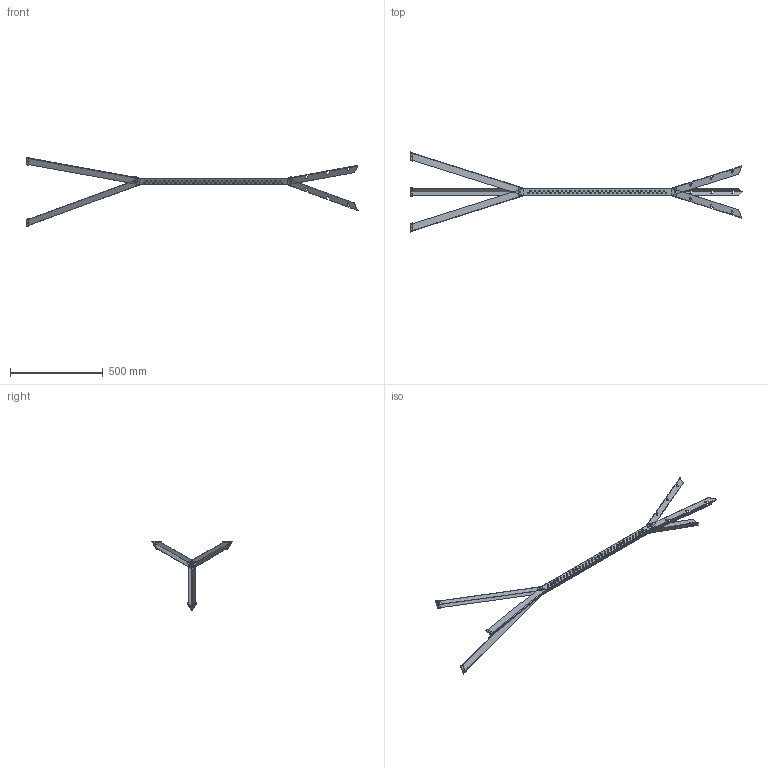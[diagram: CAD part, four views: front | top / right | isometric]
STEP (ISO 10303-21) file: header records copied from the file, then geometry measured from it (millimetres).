
FILE_DESCRIPTION (( 'STEP AP203' ), '1' );
FILE_NAME ('1510.STEP', '2023-06-15T07:23:26', ( '' ), ( '' ), 'SwSTEP 2.0', 'SolidWorks 2022', '' );
FILE_SCHEMA (( 'CONFIG_CONTROL_DESIGN' ));
Length unit declared in the file: millimetre
Products named in the file (9): 08151013.IGS; 08151012.IGS; 08151000.IGS; 08151011.IGS; 08151022-Patka.IGS; JP-V2-vesak-final-3D PRINT.IGS; Matice  M6-6-A3L ISO 4032.IGS; Sroub M6x8-hl10_ST6,3x13-F-H.IGS; 1510
Assembly tree (27 placements, depth 3):
  1510
    08151000.IGS
      08151013.IGS  x3
      08151012.IGS  x3
      08151011.IGS  x3
      JP-V2-vesak-final-3D PRINT.IGS  x2
      08151022-Patka.IGS  x3
      Matice  M6-6-A3L ISO 4032.IGS  x6
      Sroub M6x8-hl10_ST6,3x13-F-H.IGS  x6
Bounding box: 1793.24 x 434.74 x 377.79 mm (x, y, z)
Volume: 445516.5 mm3; surface area: 870700.2 mm2
Topology: 26 solids, 26 shells, 1255 faces, 3348 edges, 2140 vertices
Faces by surface type: bspline 792, plane 463
Entity records: 15559 total; most frequent: CARTESIAN_POINT 5432, ORIENTED_EDGE 2018, DIRECTION 1472, EDGE_CURVE 1009, VERTEX_POINT 655, EDGE_LOOP 524, AXIS2_PLACEMENT_3D 514, VECTOR 444
